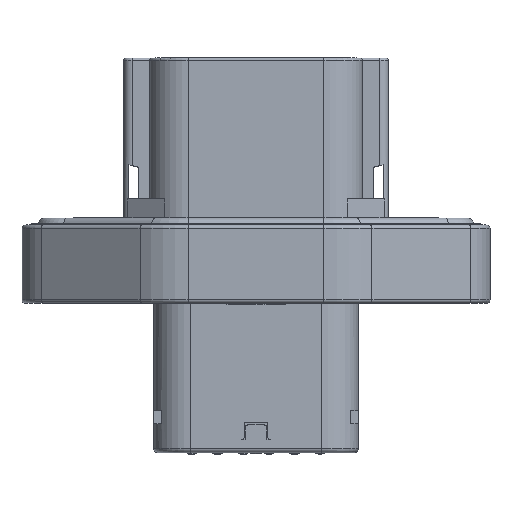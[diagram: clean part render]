
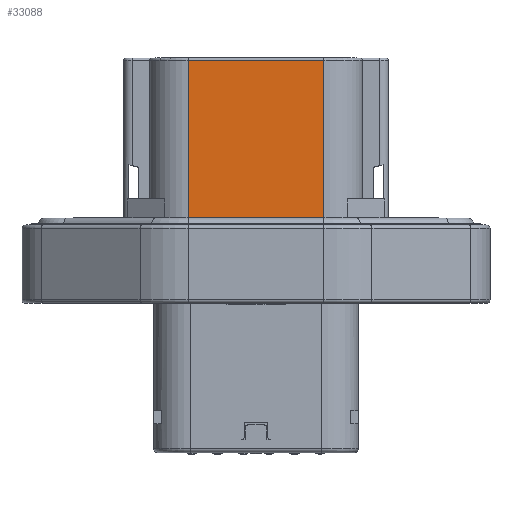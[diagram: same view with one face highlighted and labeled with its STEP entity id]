
A CAD part, top view. The second image highlights one B-rep face of the part: STEP entity #33088.
In plain terms, the highlighted planar face has unit normal (0, 0, 1).
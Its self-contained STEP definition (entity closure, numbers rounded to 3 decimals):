
#7279=DIRECTION('',(1.,0.,0.));
#7280=VECTOR('',#7279,23.54);
#7281=CARTESIAN_POINT('',(-11.77,39.63,15.7));
#7282=LINE('',#7281,#7280);
#7283=DIRECTION('',(0.,-1.,0.));
#7284=VECTOR('',#7283,28.32);
#7285=CARTESIAN_POINT('',(-11.77,67.95,15.7));
#7286=LINE('',#7285,#7284);
#7287=DIRECTION('',(-1.,0.,0.));
#7288=VECTOR('',#7287,23.54);
#7289=CARTESIAN_POINT('',(11.77,67.95,15.7));
#7290=LINE('',#7289,#7288);
#7291=DIRECTION('',(0.,-1.,0.));
#7292=VECTOR('',#7291,28.32);
#7293=CARTESIAN_POINT('',(11.77,67.95,15.7));
#7294=LINE('',#7293,#7292);
#24942=CARTESIAN_POINT('',(-11.77,67.95,15.7));
#24943=VERTEX_POINT('',#24942);
#24944=CARTESIAN_POINT('',(11.77,67.95,15.7));
#24945=VERTEX_POINT('',#24944);
#25772=CARTESIAN_POINT('',(-11.77,39.63,15.7));
#25773=CARTESIAN_POINT('',(11.77,39.63,15.7));
#25774=VERTEX_POINT('',#25772);
#25775=VERTEX_POINT('',#25773);
#33075=CARTESIAN_POINT('',(-18.5,37.2,15.7));
#33076=DIRECTION('',(0.,0.,1.));
#33077=DIRECTION('',(1.,0.,0.));
#33078=AXIS2_PLACEMENT_3D('',#33075,#33076,#33077);
#33079=PLANE('',#33078);
#33080=ORIENTED_EDGE('',*,*,#28321,.F.);
#33082=ORIENTED_EDGE('',*,*,#33081,.F.);
#33084=ORIENTED_EDGE('',*,*,#33083,.F.);
#33085=ORIENTED_EDGE('',*,*,#33063,.T.);
#33086=EDGE_LOOP('',(#33080,#33082,#33084,#33085));
#33087=FACE_OUTER_BOUND('',#33086,.F.);
#33088=ADVANCED_FACE('',(#33087),#33079,.T.);
#28321=EDGE_CURVE('',#25774,#25775,#7282,.T.);
#33063=EDGE_CURVE('',#24945,#25775,#7294,.T.);
#33081=EDGE_CURVE('',#24943,#25774,#7286,.T.);
#33083=EDGE_CURVE('',#24945,#24943,#7290,.T.);
